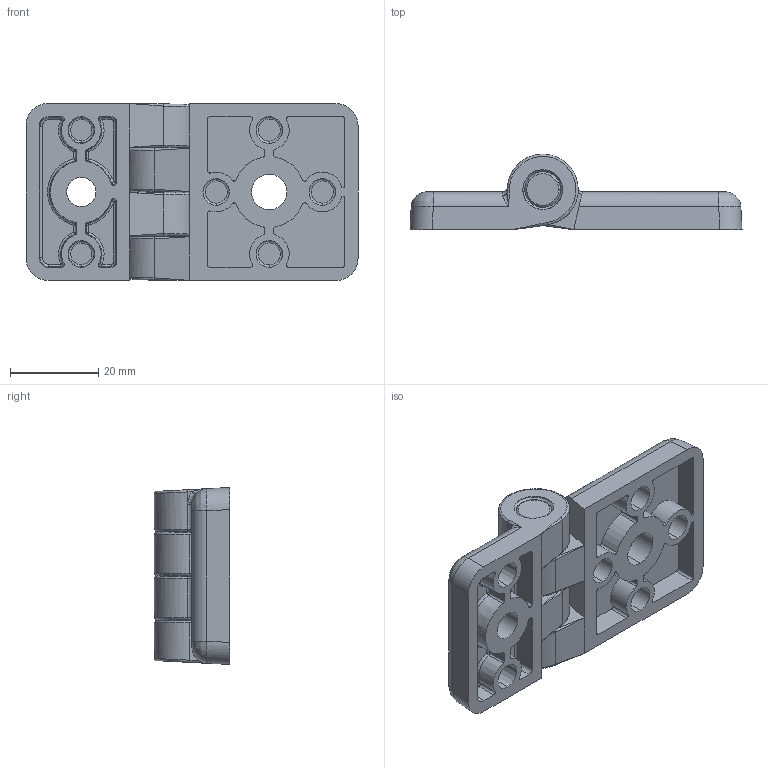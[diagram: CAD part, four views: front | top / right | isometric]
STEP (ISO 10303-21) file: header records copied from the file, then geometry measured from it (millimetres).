
FILE_DESCRIPTION (( 'STEP AP214' ), '1' );
FILE_NAME ('095ks3045f00.STEP', '2014-08-27T07:13:10', ( '' ), ( '' ), 'SwSTEP 2.0', 'SolidWorks 2014', '' );
FILE_SCHEMA (( 'AUTOMOTIVE_DESIGN' ));
Length unit declared in the file: millimetre
Products named in the file (1): 095ks3045f00
Bounding box: 75.05 x 17 x 40 mm (x, y, z)
Volume: 21078.5 mm3; surface area: 13960.2 mm2
Topology: 3 solids, 3 shells, 287 faces, 701 edges, 424 vertices
Faces by surface type: cylinder 106, bspline 85, plane 70, cone 26
Entity records: 16144 total; most frequent: CARTESIAN_POINT 6746, ORIENTED_EDGE 1382, DIRECTION 1176, EDGE_CURVE 691, AXIS2_PLACEMENT_3D 457, VERTEX_POINT 424, EDGE_LOOP 313, UNCERTAINTY_MEASURE_WITH_UNIT 292
